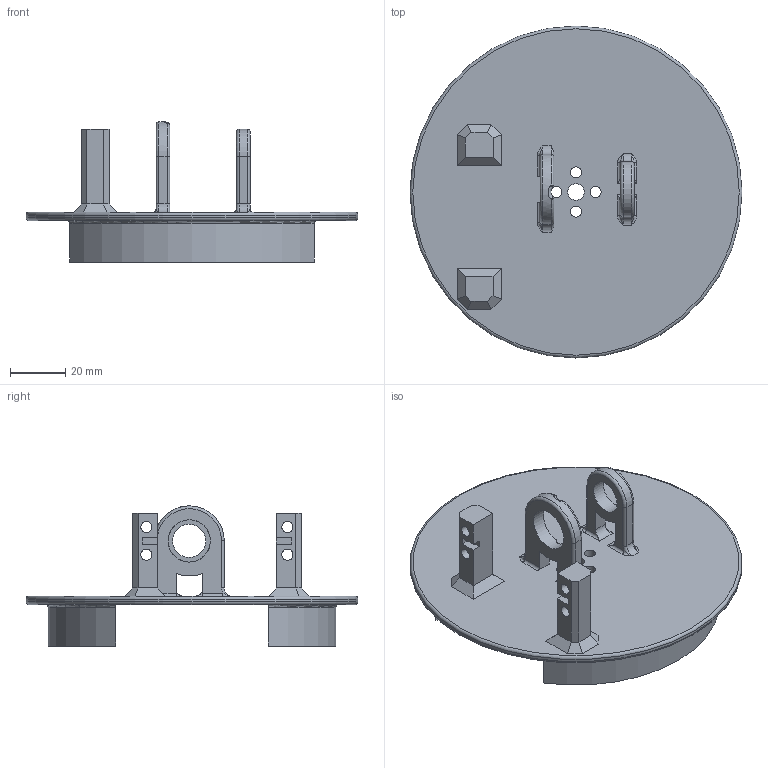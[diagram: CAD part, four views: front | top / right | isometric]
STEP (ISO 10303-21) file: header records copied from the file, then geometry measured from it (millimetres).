
FILE_DESCRIPTION(/* description */ (''),/* implementation_level */ '2;1');
FILE_NAME(/* name */ 'Turntable.stp',/* time_stamp */ '2023-04-16T23:23:35-04:00',/* author */ (''),/* organization */ (''),/* preprocessor_version */ 'ST-DEVELOPER v18.102',/* originating_system */ 'SIEMENS PLM Software NX2206.6002',/* authorisation */ '');
FILE_SCHEMA (('AUTOMOTIVE_DESIGN { 1 0 10303 214 3 1 1 1 }'));
Length unit declared in the file: millimetre
Products named in the file (1): Turntable
Bounding box: 120 x 120 x 50.65 mm (x, y, z)
Volume: 48562 mm3; surface area: 35253.5 mm2
Topology: 1 solids, 1 shells, 133 faces, 348 edges, 212 vertices
Faces by surface type: plane 55, cylinder 48, torus 19, bspline 7, cone 2, sphere 2
Full cylindrical faces by diameter (mm): 4 x8, 6 x1, 12 x1, 15.3 x1, 120 x1
Entity records: 4530 total; most frequent: CARTESIAN_POINT 1351, ORIENTED_EDGE 642, DIRECTION 642, EDGE_CURVE 321, AXIS2_PLACEMENT_3D 235, VERTEX_POINT 207, EDGE_LOOP 176, LINE 172
